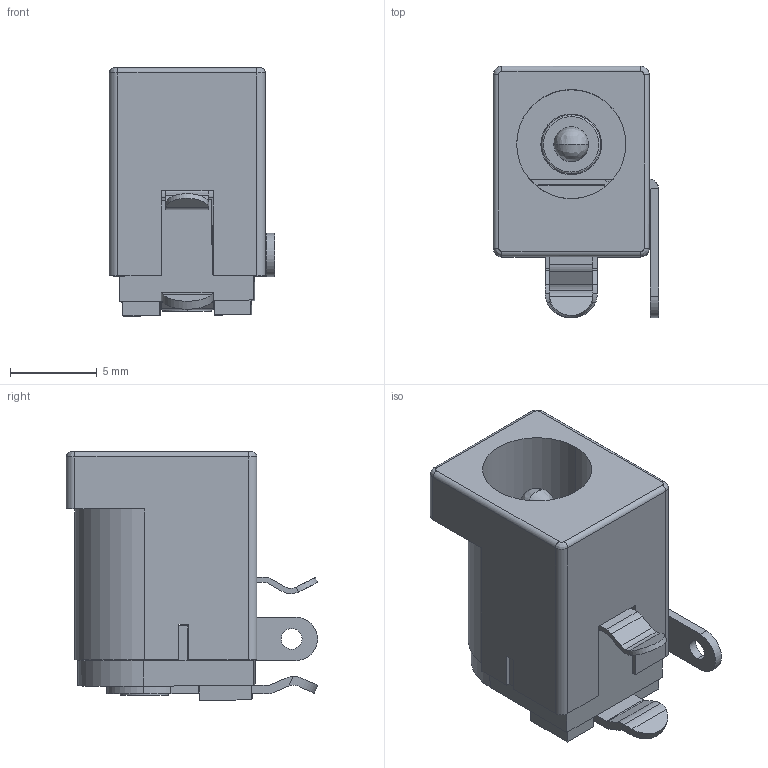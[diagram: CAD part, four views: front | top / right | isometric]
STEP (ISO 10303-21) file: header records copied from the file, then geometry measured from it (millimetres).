
FILE_DESCRIPTION (( 'STEP AP214' ), '1' );
FILE_NAME ('BarrelJack_GCT_DCJ200-10-A_Horizontal.STEP', '2024-09-02T18:47:35', ( '' ), ( '' ), 'SwSTEP 2.0', 'SolidWorks 2022', '' );
FILE_SCHEMA (( 'AUTOMOTIVE_DESIGN' ));
Length unit declared in the file: millimetre
Products named in the file (8): DCJ200-10-A-V1-K_PART3.stp; DCJ200-10-A-V1-K_PART6.stp; DCJ200-10-A-V1-K_PART1.stp; BarrelJack_GCT_DCJ200-10-A_Horizontal.stp; DCJ200-10-A-V1-K_PART5.stp; BarrelJack_GCT_DCJ200-10-A_Horizontal; DCJ200-10-A-V1-K_PART2.stp; DCJ200-10-A-V1-K_PART4.stp
Assembly tree (7 placements, depth 3):
  BarrelJack_GCT_DCJ200-10-A_Horizontal
    BarrelJack_GCT_DCJ200-10-A_Horizontal.stp
      DCJ200-10-A-V1-K_PART1.stp
      DCJ200-10-A-V1-K_PART2.stp
      DCJ200-10-A-V1-K_PART3.stp
      DCJ200-10-A-V1-K_PART4.stp
      DCJ200-10-A-V1-K_PART5.stp
      DCJ200-10-A-V1-K_PART6.stp
Bounding box: 9.55 x 14.51 x 14.33 mm (x, y, z)
Volume: 745.3 mm3; surface area: 1694.7 mm2
Topology: 6 solids, 6 shells, 227 faces, 579 edges, 365 vertices
Faces by surface type: plane 125, cylinder 76, bspline 18, torus 6, cone 2
Entity records: 7696 total; most frequent: CARTESIAN_POINT 1956, ORIENTED_EDGE 1146, DIRECTION 1114, EDGE_CURVE 573, LINE 380, VECTOR 380, AXIS2_PLACEMENT_3D 367, VERTEX_POINT 365
